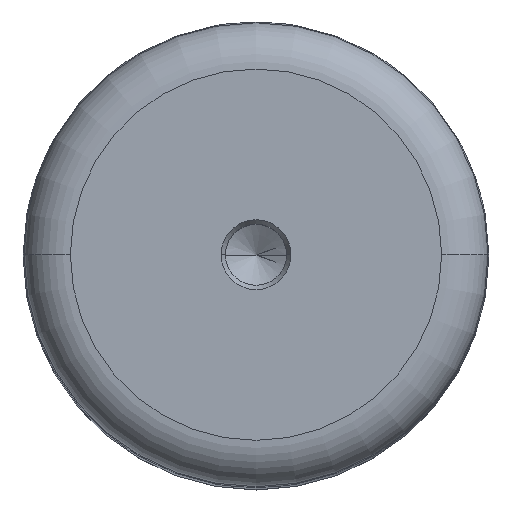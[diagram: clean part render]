
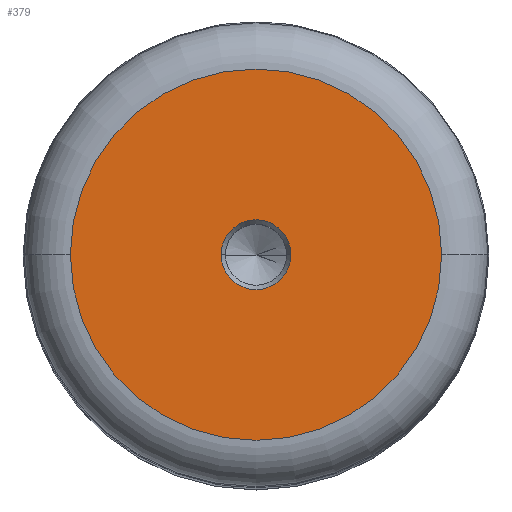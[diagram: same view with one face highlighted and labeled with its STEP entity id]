
A CAD part, top view. The second image highlights one B-rep face of the part: STEP entity #379.
In plain terms, the highlighted planar face has unit normal (0, 0, 1).
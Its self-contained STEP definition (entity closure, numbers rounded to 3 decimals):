
#27 = VERTEX_POINT ( 'NONE', #170 ) ;
#61 = VERTEX_POINT ( 'NONE', #354 ) ;
#99 = PLANE ( 'NONE',  #363 ) ;
#143 = CARTESIAN_POINT ( 'NONE',  ( -31.897, 0., 250. ) ) ;
#147 = CIRCLE ( 'NONE', #398, 31.897 ) ;
#170 = CARTESIAN_POINT ( 'NONE',  ( 6., 0., 250. ) ) ;
#182 = CARTESIAN_POINT ( 'NONE',  ( 0., 0., 250. ) ) ;
#197 = EDGE_CURVE ( 'NONE', #61, #701, #388, .T. ) ;
#226 = AXIS2_PLACEMENT_3D ( 'NONE', #686, #393, #270 ) ;
#228 = CIRCLE ( 'NONE', #226, 6. ) ;
#242 = DIRECTION ( 'NONE',  ( 1., 0., 0. ) ) ;
#263 = CIRCLE ( 'NONE', #528, 6. ) ;
#268 = CARTESIAN_POINT ( 'NONE',  ( 0., 0., 250. ) ) ;
#270 = DIRECTION ( 'NONE',  ( 1., 0., 0. ) ) ;
#277 = ORIENTED_EDGE ( 'NONE', *, *, #753, .F. ) ;
#287 = ORIENTED_EDGE ( 'NONE', *, *, #493, .T. ) ;
#300 = CARTESIAN_POINT ( 'NONE',  ( 0., 0., 250. ) ) ;
#302 = FACE_OUTER_BOUND ( 'NONE', #349, .T. ) ;
#310 = CARTESIAN_POINT ( 'NONE',  ( 0., 0., 250. ) ) ;
#325 = FACE_BOUND ( 'NONE', #445, .T. ) ;
#327 = CARTESIAN_POINT ( 'NONE',  ( -6., 0., 250. ) ) ;
#349 = EDGE_LOOP ( 'NONE', ( #490, #287 ) ) ;
#354 = CARTESIAN_POINT ( 'NONE',  ( 31.897, 0., 250. ) ) ;
#363 = AXIS2_PLACEMENT_3D ( 'NONE', #268, #508, #389 ) ;
#369 = DIRECTION ( 'NONE',  ( 0., 0., 1. ) ) ;
#379 = ADVANCED_FACE ( 'NONE', ( #325, #302 ), #99, .T. ) ;
#388 = CIRCLE ( 'NONE', #571, 31.897 ) ;
#389 = DIRECTION ( 'NONE',  ( 1., 0., 0. ) ) ;
#393 = DIRECTION ( 'NONE',  ( 0., 0., 1. ) ) ;
#398 = AXIS2_PLACEMENT_3D ( 'NONE', #300, #718, #242 ) ;
#445 = EDGE_LOOP ( 'NONE', ( #277, #545 ) ) ;
#483 = DIRECTION ( 'NONE',  ( 0., 0., 1. ) ) ;
#490 = ORIENTED_EDGE ( 'NONE', *, *, #197, .T. ) ;
#493 = EDGE_CURVE ( 'NONE', #701, #61, #147, .T. ) ;
#508 = DIRECTION ( 'NONE',  ( 0., 0., 1. ) ) ;
#517 = EDGE_CURVE ( 'NONE', #706, #27, #263, .T. ) ;
#528 = AXIS2_PLACEMENT_3D ( 'NONE', #310, #483, #532 ) ;
#532 = DIRECTION ( 'NONE',  ( 1., 0., 0. ) ) ;
#534 = DIRECTION ( 'NONE',  ( 1., 0., 0. ) ) ;
#545 = ORIENTED_EDGE ( 'NONE', *, *, #517, .F. ) ;
#571 = AXIS2_PLACEMENT_3D ( 'NONE', #182, #369, #534 ) ;
#686 = CARTESIAN_POINT ( 'NONE',  ( 0., 0., 250. ) ) ;
#701 = VERTEX_POINT ( 'NONE', #143 ) ;
#706 = VERTEX_POINT ( 'NONE', #327 ) ;
#718 = DIRECTION ( 'NONE',  ( 0., 0., 1. ) ) ;
#753 = EDGE_CURVE ( 'NONE', #27, #706, #228, .T. ) ;
